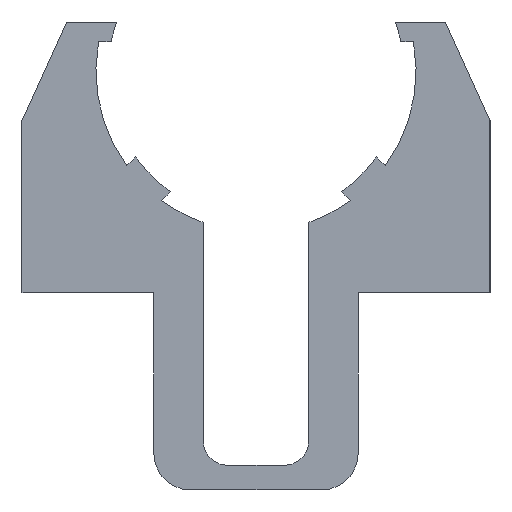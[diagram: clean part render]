
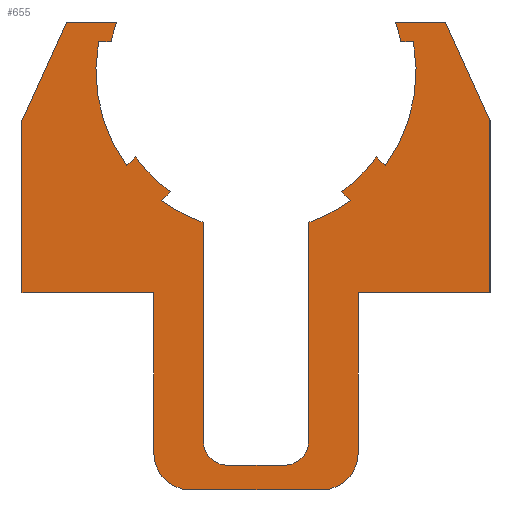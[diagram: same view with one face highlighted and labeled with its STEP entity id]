
A CAD part, left-side view. The second image highlights one B-rep face of the part: STEP entity #655.
In plain terms, the highlighted planar face has unit normal (-1, 0, 0).
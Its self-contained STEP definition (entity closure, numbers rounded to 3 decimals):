
#45=FACE_OUTER_BOUND('',#79,.T.);
#79=EDGE_LOOP('',(#520,#521,#522,#523,#524,#525,#526,#527,#528,#529,#530,
#531,#532,#533,#534,#535,#536,#537,#538,#539,#540,#541,#542,#543,#544,#545,
#546,#547,#548,#549,#550,#551));
#108=CIRCLE('',#688,6.5);
#109=CIRCLE('',#691,6.);
#110=CIRCLE('',#694,6.5);
#111=CIRCLE('',#697,1.);
#112=CIRCLE('',#700,1.);
#113=CIRCLE('',#703,6.5);
#114=CIRCLE('',#706,6.);
#115=CIRCLE('',#709,6.5);
#116=CIRCLE('',#712,6.);
#117=CIRCLE('',#713,1.5);
#118=CIRCLE('',#714,1.5);
#119=CIRCLE('',#715,6.);
#143=LINE('',#997,#215);
#146=LINE('',#1005,#218);
#149=LINE('',#1013,#221);
#152=LINE('',#1021,#224);
#155=LINE('',#1029,#227);
#158=LINE('',#1037,#230);
#161=LINE('',#1045,#233);
#164=LINE('',#1053,#236);
#165=LINE('',#1058,#237);
#166=LINE('',#1060,#238);
#167=LINE('',#1062,#239);
#168=LINE('',#1064,#240);
#169=LINE('',#1066,#241);
#170=LINE('',#1070,#242);
#171=LINE('',#1074,#243);
#172=LINE('',#1076,#244);
#173=LINE('',#1078,#245);
#174=LINE('',#1080,#246);
#175=LINE('',#1082,#247);
#176=LINE('',#1085,#248);
#215=VECTOR('',#789,1000.);
#218=VECTOR('',#798,1000.);
#221=VECTOR('',#807,1000.);
#224=VECTOR('',#816,1000.);
#227=VECTOR('',#825,1000.);
#230=VECTOR('',#834,1000.);
#233=VECTOR('',#843,1000.);
#236=VECTOR('',#852,1000.);
#237=VECTOR('',#857,1000.);
#238=VECTOR('',#858,1000.);
#239=VECTOR('',#859,1000.);
#240=VECTOR('',#860,1000.);
#241=VECTOR('',#861,1000.);
#242=VECTOR('',#864,1000.);
#243=VECTOR('',#867,1000.);
#244=VECTOR('',#868,1000.);
#245=VECTOR('',#869,1000.);
#246=VECTOR('',#870,1000.);
#247=VECTOR('',#871,1000.);
#248=VECTOR('',#874,1000.);
#296=VERTEX_POINT('',#989);
#297=VERTEX_POINT('',#991);
#298=VERTEX_POINT('',#995);
#299=VERTEX_POINT('',#999);
#300=VERTEX_POINT('',#1003);
#301=VERTEX_POINT('',#1007);
#302=VERTEX_POINT('',#1011);
#303=VERTEX_POINT('',#1015);
#304=VERTEX_POINT('',#1019);
#305=VERTEX_POINT('',#1023);
#306=VERTEX_POINT('',#1027);
#307=VERTEX_POINT('',#1031);
#308=VERTEX_POINT('',#1035);
#309=VERTEX_POINT('',#1039);
#310=VERTEX_POINT('',#1043);
#311=VERTEX_POINT('',#1047);
#312=VERTEX_POINT('',#1051);
#313=VERTEX_POINT('',#1055);
#314=VERTEX_POINT('',#1057);
#315=VERTEX_POINT('',#1059);
#316=VERTEX_POINT('',#1061);
#317=VERTEX_POINT('',#1063);
#318=VERTEX_POINT('',#1065);
#319=VERTEX_POINT('',#1067);
#320=VERTEX_POINT('',#1069);
#321=VERTEX_POINT('',#1071);
#322=VERTEX_POINT('',#1073);
#323=VERTEX_POINT('',#1075);
#324=VERTEX_POINT('',#1077);
#325=VERTEX_POINT('',#1079);
#326=VERTEX_POINT('',#1081);
#327=VERTEX_POINT('',#1083);
#361=EDGE_CURVE('',#296,#297,#108,.T.);
#364=EDGE_CURVE('',#298,#296,#143,.T.);
#366=EDGE_CURVE('',#299,#298,#109,.T.);
#368=EDGE_CURVE('',#300,#299,#146,.T.);
#370=EDGE_CURVE('',#301,#300,#110,.T.);
#372=EDGE_CURVE('',#302,#301,#149,.T.);
#374=EDGE_CURVE('',#303,#302,#111,.T.);
#376=EDGE_CURVE('',#304,#303,#152,.T.);
#378=EDGE_CURVE('',#305,#304,#112,.T.);
#380=EDGE_CURVE('',#306,#305,#155,.T.);
#382=EDGE_CURVE('',#307,#306,#113,.T.);
#384=EDGE_CURVE('',#308,#307,#158,.T.);
#386=EDGE_CURVE('',#309,#308,#114,.T.);
#388=EDGE_CURVE('',#310,#309,#161,.T.);
#390=EDGE_CURVE('',#311,#310,#115,.T.);
#392=EDGE_CURVE('',#312,#311,#164,.T.);
#393=EDGE_CURVE('',#313,#312,#116,.T.);
#394=EDGE_CURVE('',#314,#313,#165,.T.);
#395=EDGE_CURVE('',#315,#314,#166,.T.);
#396=EDGE_CURVE('',#316,#315,#167,.T.);
#397=EDGE_CURVE('',#317,#316,#168,.T.);
#398=EDGE_CURVE('',#318,#317,#169,.T.);
#399=EDGE_CURVE('',#319,#318,#117,.T.);
#400=EDGE_CURVE('',#320,#319,#170,.T.);
#401=EDGE_CURVE('',#321,#320,#118,.T.);
#402=EDGE_CURVE('',#322,#321,#171,.T.);
#403=EDGE_CURVE('',#323,#322,#172,.T.);
#404=EDGE_CURVE('',#324,#323,#173,.T.);
#405=EDGE_CURVE('',#325,#324,#174,.T.);
#406=EDGE_CURVE('',#326,#325,#175,.T.);
#407=EDGE_CURVE('',#327,#326,#119,.T.);
#408=EDGE_CURVE('',#297,#327,#176,.T.);
#520=ORIENTED_EDGE('',*,*,#386,.F.);
#521=ORIENTED_EDGE('',*,*,#388,.F.);
#522=ORIENTED_EDGE('',*,*,#390,.F.);
#523=ORIENTED_EDGE('',*,*,#392,.F.);
#524=ORIENTED_EDGE('',*,*,#393,.F.);
#525=ORIENTED_EDGE('',*,*,#394,.F.);
#526=ORIENTED_EDGE('',*,*,#395,.F.);
#527=ORIENTED_EDGE('',*,*,#396,.F.);
#528=ORIENTED_EDGE('',*,*,#397,.F.);
#529=ORIENTED_EDGE('',*,*,#398,.F.);
#530=ORIENTED_EDGE('',*,*,#399,.F.);
#531=ORIENTED_EDGE('',*,*,#400,.F.);
#532=ORIENTED_EDGE('',*,*,#401,.F.);
#533=ORIENTED_EDGE('',*,*,#402,.F.);
#534=ORIENTED_EDGE('',*,*,#403,.F.);
#535=ORIENTED_EDGE('',*,*,#404,.F.);
#536=ORIENTED_EDGE('',*,*,#405,.F.);
#537=ORIENTED_EDGE('',*,*,#406,.F.);
#538=ORIENTED_EDGE('',*,*,#407,.F.);
#539=ORIENTED_EDGE('',*,*,#408,.F.);
#540=ORIENTED_EDGE('',*,*,#361,.F.);
#541=ORIENTED_EDGE('',*,*,#364,.F.);
#542=ORIENTED_EDGE('',*,*,#366,.F.);
#543=ORIENTED_EDGE('',*,*,#368,.F.);
#544=ORIENTED_EDGE('',*,*,#370,.F.);
#545=ORIENTED_EDGE('',*,*,#372,.F.);
#546=ORIENTED_EDGE('',*,*,#374,.F.);
#547=ORIENTED_EDGE('',*,*,#376,.F.);
#548=ORIENTED_EDGE('',*,*,#378,.F.);
#549=ORIENTED_EDGE('',*,*,#380,.F.);
#550=ORIENTED_EDGE('',*,*,#382,.F.);
#551=ORIENTED_EDGE('',*,*,#384,.F.);
#625=PLANE('',#711);
#655=ADVANCED_FACE('',(#45),#625,.F.);
#688=AXIS2_PLACEMENT_3D('',#992,#783,#784);
#691=AXIS2_PLACEMENT_3D('',#1001,#793,#794);
#694=AXIS2_PLACEMENT_3D('',#1009,#802,#803);
#697=AXIS2_PLACEMENT_3D('',#1017,#811,#812);
#700=AXIS2_PLACEMENT_3D('',#1025,#820,#821);
#703=AXIS2_PLACEMENT_3D('',#1033,#829,#830);
#706=AXIS2_PLACEMENT_3D('',#1041,#838,#839);
#709=AXIS2_PLACEMENT_3D('',#1049,#847,#848);
#711=AXIS2_PLACEMENT_3D('',#1054,#853,#854);
#712=AXIS2_PLACEMENT_3D('',#1056,#855,#856);
#713=AXIS2_PLACEMENT_3D('',#1068,#862,#863);
#714=AXIS2_PLACEMENT_3D('',#1072,#865,#866);
#715=AXIS2_PLACEMENT_3D('',#1084,#872,#873);
#783=DIRECTION('center_axis',(-1.,0.,0.));
#784=DIRECTION('ref_axis',(0.,0.,1.));
#789=DIRECTION('',(0.,-0.707,-0.707));
#793=DIRECTION('center_axis',(-1.,0.,0.));
#794=DIRECTION('ref_axis',(0.,0.,1.));
#798=DIRECTION('',(0.,0.707,0.707));
#802=DIRECTION('center_axis',(-1.,0.,0.));
#803=DIRECTION('ref_axis',(0.,0.,1.));
#807=DIRECTION('',(0.,0.,1.));
#811=DIRECTION('center_axis',(-1.,0.,0.));
#812=DIRECTION('ref_axis',(0.,0.,1.));
#816=DIRECTION('',(0.,-1.,0.));
#820=DIRECTION('center_axis',(-1.,0.,0.));
#821=DIRECTION('ref_axis',(0.,0.,1.));
#825=DIRECTION('',(0.,0.,-1.));
#829=DIRECTION('center_axis',(-1.,0.,0.));
#830=DIRECTION('ref_axis',(0.,0.,1.));
#834=DIRECTION('',(0.,0.707,-0.707));
#838=DIRECTION('center_axis',(-1.,0.,0.));
#839=DIRECTION('ref_axis',(0.,0.,1.));
#843=DIRECTION('',(0.,-0.707,0.707));
#847=DIRECTION('center_axis',(-1.,0.,0.));
#848=DIRECTION('ref_axis',(0.,0.,1.));
#852=DIRECTION('',(0.,1.,0.));
#853=DIRECTION('center_axis',(1.,0.,0.));
#854=DIRECTION('ref_axis',(0.,1.,0.));
#855=DIRECTION('center_axis',(-1.,0.,0.));
#856=DIRECTION('ref_axis',(0.,0.,1.));
#857=DIRECTION('',(0.,-1.,0.));
#858=DIRECTION('',(0.,-0.412,0.911));
#859=DIRECTION('',(0.,0.,1.));
#860=DIRECTION('',(0.,1.,0.));
#861=DIRECTION('',(0.,0.,1.));
#862=DIRECTION('center_axis',(1.,0.,0.));
#863=DIRECTION('ref_axis',(0.,0.,1.));
#864=DIRECTION('',(0.,1.,0.));
#865=DIRECTION('center_axis',(1.,0.,0.));
#866=DIRECTION('ref_axis',(0.,0.,1.));
#867=DIRECTION('',(0.,0.,-1.));
#868=DIRECTION('',(0.,1.,0.));
#869=DIRECTION('',(0.,0.,-1.));
#870=DIRECTION('',(0.,-0.412,-0.911));
#871=DIRECTION('',(0.,-1.,0.));
#872=DIRECTION('center_axis',(-1.,0.,0.));
#873=DIRECTION('ref_axis',(0.,0.,1.));
#874=DIRECTION('',(0.,1.,0.));
#989=CARTESIAN_POINT('',(0.,-5.249,13.166));
#991=CARTESIAN_POINT('',(0.,-6.388,18.2));
#992=CARTESIAN_POINT('Origin',(0.,0.,17.));
#995=CARTESIAN_POINT('',(0.,-4.89,13.524));
#997=CARTESIAN_POINT('',(0.,-2.799,15.615));
#999=CARTESIAN_POINT('',(0.,-3.476,12.11));
#1001=CARTESIAN_POINT('Origin',(0.,0.,17.));
#1003=CARTESIAN_POINT('',(0.,-3.834,11.751));
#1005=CARTESIAN_POINT('',(0.,-1.385,14.201));
#1007=CARTESIAN_POINT('',(0.,-2.15,10.866));
#1009=CARTESIAN_POINT('Origin',(0.,0.,17.));
#1011=CARTESIAN_POINT('',(0.,-2.15,2.));
#1013=CARTESIAN_POINT('',(0.,-2.15,13.933));
#1015=CARTESIAN_POINT('',(0.,-1.15,1.));
#1017=CARTESIAN_POINT('Origin',(0.,-1.15,2.));
#1019=CARTESIAN_POINT('',(0.,1.15,1.));
#1021=CARTESIAN_POINT('',(0.,-0.575,1.));
#1023=CARTESIAN_POINT('',(0.,2.15,2.));
#1025=CARTESIAN_POINT('Origin',(0.,1.15,2.));
#1027=CARTESIAN_POINT('',(0.,2.15,10.866));
#1029=CARTESIAN_POINT('',(0.,2.15,13.933));
#1031=CARTESIAN_POINT('',(0.,3.834,11.751));
#1033=CARTESIAN_POINT('Origin',(0.,0.,17.));
#1035=CARTESIAN_POINT('',(0.,3.476,12.11));
#1037=CARTESIAN_POINT('',(0.,1.385,14.201));
#1039=CARTESIAN_POINT('',(0.,4.89,13.524));
#1041=CARTESIAN_POINT('Origin',(0.,0.,17.));
#1043=CARTESIAN_POINT('',(0.,5.249,13.166));
#1045=CARTESIAN_POINT('',(0.,2.799,15.615));
#1047=CARTESIAN_POINT('',(0.,6.388,18.2));
#1049=CARTESIAN_POINT('Origin',(0.,0.,17.));
#1051=CARTESIAN_POINT('',(0.,5.879,18.2));
#1053=CARTESIAN_POINT('',(0.,3.194,18.2));
#1054=CARTESIAN_POINT('Origin',(0.,0.,17.));
#1055=CARTESIAN_POINT('',(0.,5.657,19.));
#1056=CARTESIAN_POINT('Origin',(0.,0.,17.));
#1057=CARTESIAN_POINT('',(0.,7.69,19.));
#1058=CARTESIAN_POINT('',(0.,2.828,19.));
#1059=CARTESIAN_POINT('',(0.,9.5,15.));
#1060=CARTESIAN_POINT('',(0.,7.412,19.614));
#1061=CARTESIAN_POINT('',(0.,9.5,8.));
#1062=CARTESIAN_POINT('',(0.,9.5,16.));
#1063=CARTESIAN_POINT('',(0.,4.15,8.));
#1064=CARTESIAN_POINT('',(0.,4.75,8.));
#1065=CARTESIAN_POINT('',(0.,4.15,1.5));
#1066=CARTESIAN_POINT('',(0.,4.15,12.5));
#1067=CARTESIAN_POINT('',(0.,2.65,0.));
#1068=CARTESIAN_POINT('Origin',(0.,2.65,1.5));
#1069=CARTESIAN_POINT('',(0.,-2.65,0.));
#1070=CARTESIAN_POINT('',(0.,-1.325,0.));
#1071=CARTESIAN_POINT('',(0.,-4.15,1.5));
#1072=CARTESIAN_POINT('Origin',(0.,-2.65,1.5));
#1073=CARTESIAN_POINT('',(0.,-4.15,8.));
#1074=CARTESIAN_POINT('',(0.,-4.15,12.5));
#1075=CARTESIAN_POINT('',(0.,-9.5,8.));
#1076=CARTESIAN_POINT('',(0.,-4.75,8.));
#1077=CARTESIAN_POINT('',(0.,-9.5,15.));
#1078=CARTESIAN_POINT('',(0.,-9.5,16.));
#1079=CARTESIAN_POINT('',(0.,-7.69,19.));
#1080=CARTESIAN_POINT('',(0.,-7.412,19.614));
#1081=CARTESIAN_POINT('',(0.,-5.657,19.));
#1082=CARTESIAN_POINT('',(0.,-2.828,19.));
#1083=CARTESIAN_POINT('',(0.,-5.879,18.2));
#1084=CARTESIAN_POINT('Origin',(0.,0.,17.));
#1085=CARTESIAN_POINT('',(0.,-3.194,18.2));
